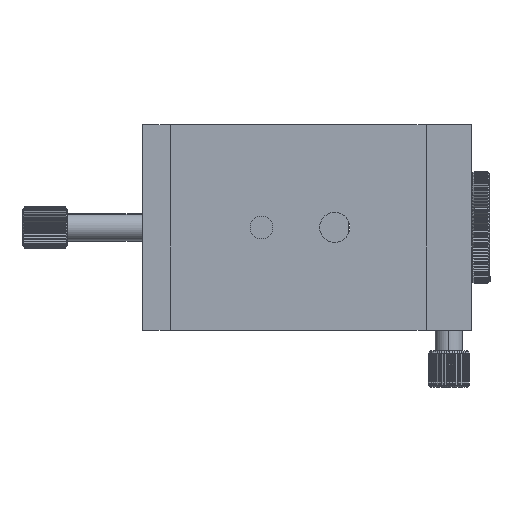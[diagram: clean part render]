
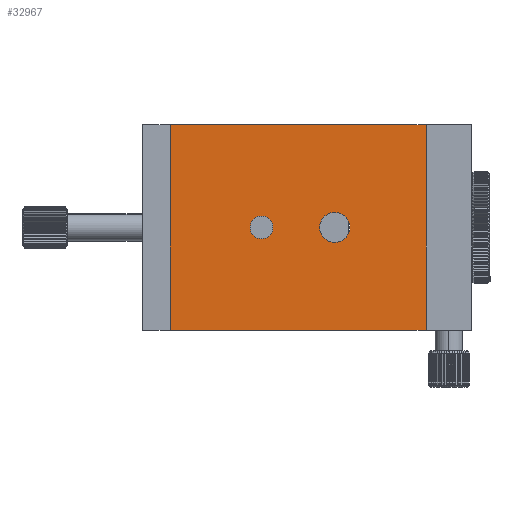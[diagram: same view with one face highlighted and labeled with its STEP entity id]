
A CAD part, front view. The second image highlights one B-rep face of the part: STEP entity #32967.
In plain terms, the highlighted planar face has unit normal (0, -1, 0).
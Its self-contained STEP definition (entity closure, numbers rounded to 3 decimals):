
#40 = DIRECTION ( 'NONE',  ( 0., 0., -1. ) ) ;
#131 = VECTOR ( 'NONE', #33564, 1000. ) ;
#841 = EDGE_LOOP ( 'NONE', ( #40451, #10372 ) ) ;
#1224 = EDGE_LOOP ( 'NONE', ( #36785, #2067, #2869, #30969 ) ) ;
#2067 = ORIENTED_EDGE ( 'NONE', *, *, #30672, .F. ) ;
#2563 = LINE ( 'NONE', #28056, #28607 ) ;
#2869 = ORIENTED_EDGE ( 'NONE', *, *, #3553, .F. ) ;
#2897 = EDGE_CURVE ( 'NONE', #4502, #28023, #32684, .T. ) ;
#3013 = CARTESIAN_POINT ( 'NONE',  ( 28., -5., 22.5 ) ) ;
#3163 = AXIS2_PLACEMENT_3D ( 'NONE', #24688, #37620, #8869 ) ;
#3543 = EDGE_CURVE ( 'NONE', #18757, #32691, #6593, .T. ) ;
#3553 = EDGE_CURVE ( 'NONE', #28023, #27511, #2563, .T. ) ;
#4502 = VERTEX_POINT ( 'NONE', #31802 ) ;
#4737 = DIRECTION ( 'NONE',  ( 0., 0., -1. ) ) ;
#5895 = AXIS2_PLACEMENT_3D ( 'NONE', #25786, #41533, #40 ) ;
#6412 = DIRECTION ( 'NONE',  ( 0., 1., 0. ) ) ;
#6593 = CIRCLE ( 'NONE', #3163, 2.5 ) ;
#8099 = DIRECTION ( 'NONE',  ( 0., 1., 0. ) ) ;
#8711 = VERTEX_POINT ( 'NONE', #17803 ) ;
#8869 = DIRECTION ( 'NONE',  ( 0., 0., -1. ) ) ;
#9773 = CARTESIAN_POINT ( 'NONE',  ( 28., -5., -22.5 ) ) ;
#9920 = CARTESIAN_POINT ( 'NONE',  ( -8., -5., 2.5 ) ) ;
#10372 = ORIENTED_EDGE ( 'NONE', *, *, #22965, .T. ) ;
#13271 = CARTESIAN_POINT ( 'NONE',  ( -8., -5., -2.5 ) ) ;
#14232 = DIRECTION ( 'NONE',  ( 0., 1., 0. ) ) ;
#14807 = VERTEX_POINT ( 'NONE', #18946 ) ;
#16276 = CARTESIAN_POINT ( 'NONE',  ( 28., -5., 22.5 ) ) ;
#16493 = FACE_BOUND ( 'NONE', #40298, .T. ) ;
#16997 = FACE_OUTER_BOUND ( 'NONE', #1224, .T. ) ;
#17044 = DIRECTION ( 'NONE',  ( 0., 0., -1. ) ) ;
#17152 = LINE ( 'NONE', #36929, #131 ) ;
#17803 = CARTESIAN_POINT ( 'NONE',  ( 8., -5., -3.3 ) ) ;
#18757 = VERTEX_POINT ( 'NONE', #13271 ) ;
#18946 = CARTESIAN_POINT ( 'NONE',  ( 8., -5., 3.3 ) ) ;
#19280 = EDGE_CURVE ( 'NONE', #14807, #8711, #29823, .T. ) ;
#20470 = AXIS2_PLACEMENT_3D ( 'NONE', #27225, #14232, #17044 ) ;
#21505 = DIRECTION ( 'NONE',  ( 0., 0., 1. ) ) ;
#22593 = DIRECTION ( 'NONE',  ( 0., 0., -1. ) ) ;
#22965 = EDGE_CURVE ( 'NONE', #32691, #18757, #28173, .T. ) ;
#24688 = CARTESIAN_POINT ( 'NONE',  ( -8., -5., 0. ) ) ;
#24973 = FACE_BOUND ( 'NONE', #841, .T. ) ;
#25786 = CARTESIAN_POINT ( 'NONE',  ( 8., -5., 0. ) ) ;
#25861 = DIRECTION ( 'NONE',  ( -1., 0., 0. ) ) ;
#26276 = EDGE_CURVE ( 'NONE', #31412, #4502, #30901, .T. ) ;
#27167 = EDGE_CURVE ( 'NONE', #8711, #14807, #30333, .T. ) ;
#27225 = CARTESIAN_POINT ( 'NONE',  ( 28., -5., -22.5 ) ) ;
#27511 = VERTEX_POINT ( 'NONE', #36500 ) ;
#28023 = VERTEX_POINT ( 'NONE', #29714 ) ;
#28056 = CARTESIAN_POINT ( 'NONE',  ( -28., -5., 22.5 ) ) ;
#28173 = CIRCLE ( 'NONE', #34413, 2.5 ) ;
#28607 = VECTOR ( 'NONE', #21505, 1000. ) ;
#28650 = VECTOR ( 'NONE', #25861, 1000. ) ;
#29714 = CARTESIAN_POINT ( 'NONE',  ( -28., -5., -22.5 ) ) ;
#29823 = CIRCLE ( 'NONE', #5895, 3.3 ) ;
#30318 = PLANE ( 'NONE',  #20470 ) ;
#30333 = CIRCLE ( 'NONE', #39892, 3.3 ) ;
#30672 = EDGE_CURVE ( 'NONE', #27511, #31412, #17152, .T. ) ;
#30901 = LINE ( 'NONE', #16276, #34414 ) ;
#30969 = ORIENTED_EDGE ( 'NONE', *, *, #2897, .F. ) ;
#31412 = VERTEX_POINT ( 'NONE', #3013 ) ;
#31802 = CARTESIAN_POINT ( 'NONE',  ( 28., -5., -22.5 ) ) ;
#32684 = LINE ( 'NONE', #9773, #28650 ) ;
#32691 = VERTEX_POINT ( 'NONE', #9920 ) ;
#32967 = ADVANCED_FACE ( 'NONE', ( #24973, #16493, #16997 ), #30318, .F. ) ;
#33564 = DIRECTION ( 'NONE',  ( 1., 0., 0. ) ) ;
#34413 = AXIS2_PLACEMENT_3D ( 'NONE', #40331, #8099, #4737 ) ;
#34414 = VECTOR ( 'NONE', #22593, 1000. ) ;
#35131 = CARTESIAN_POINT ( 'NONE',  ( 8., -5., 0. ) ) ;
#36500 = CARTESIAN_POINT ( 'NONE',  ( -28., -5., 22.5 ) ) ;
#36785 = ORIENTED_EDGE ( 'NONE', *, *, #26276, .F. ) ;
#36929 = CARTESIAN_POINT ( 'NONE',  ( 28., -5., 22.5 ) ) ;
#37620 = DIRECTION ( 'NONE',  ( 0., 1., 0. ) ) ;
#38241 = DIRECTION ( 'NONE',  ( 0., 0., -1. ) ) ;
#39892 = AXIS2_PLACEMENT_3D ( 'NONE', #35131, #6412, #38241 ) ;
#40298 = EDGE_LOOP ( 'NONE', ( #41141, #40992 ) ) ;
#40331 = CARTESIAN_POINT ( 'NONE',  ( -8., -5., 0. ) ) ;
#40451 = ORIENTED_EDGE ( 'NONE', *, *, #3543, .T. ) ;
#40992 = ORIENTED_EDGE ( 'NONE', *, *, #19280, .T. ) ;
#41141 = ORIENTED_EDGE ( 'NONE', *, *, #27167, .T. ) ;
#41533 = DIRECTION ( 'NONE',  ( 0., 1., 0. ) ) ;
